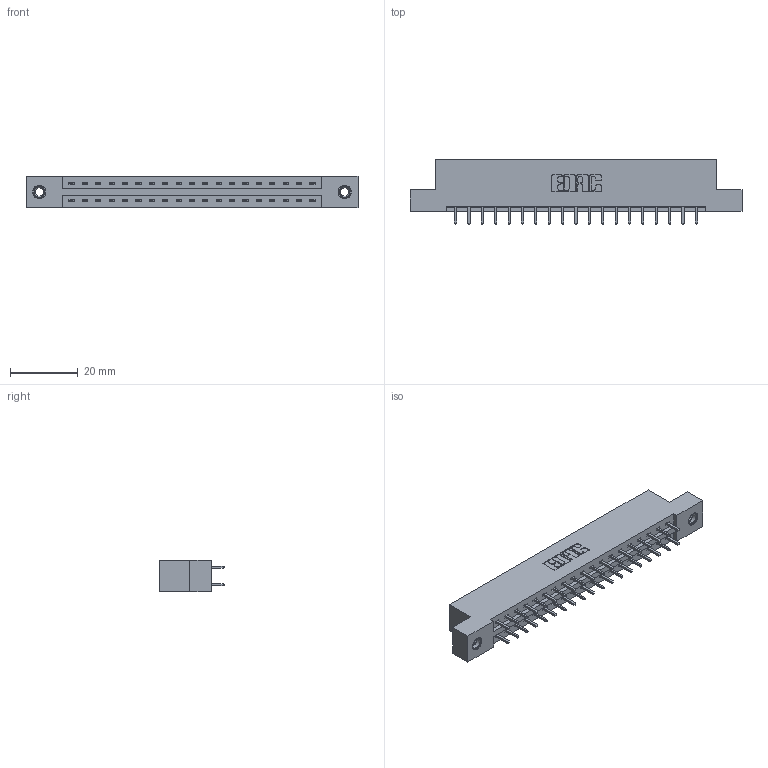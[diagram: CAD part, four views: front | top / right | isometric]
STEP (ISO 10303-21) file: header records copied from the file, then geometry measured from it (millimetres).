
FILE_DESCRIPTION (( 'STEP AP203' ), '1' );
FILE_NAME ('337-038-521-207.STEP', '2018-08-08T03:05:15', ( '' ), ( '' ), 'SwSTEP 2.0', 'SolidWorks 2016', '' );
FILE_SCHEMA (( 'CONFIG_CONTROL_DESIGN' ));
Length unit declared in the file: inch
Products named in the file (4): 337 Part_Flush Mounting Lugs - 0.156 Dia-TI; 345-292-001_345-293-121; 345-250-001_345-250-005-103; 337-038-521-207
Assembly tree (41 placements, depth 2):
  337-038-521-207
    337 Part_Flush Mounting Lugs - 0.156 Dia-TI
    345-292-001_345-293-121  x38
    345-250-001_345-250-005-103  x2
Bounding box: 98.3 x 19.06 x 9.4 mm (x, y, z)
Volume: 10024.2 mm3; surface area: 11032.3 mm2
Topology: 41 solids, 41 shells, 2226 faces, 6565 edges, 4318 vertices
Faces by surface type: plane 1546, cylinder 664, cone 12, torus 4
Entity records: 18910 total; most frequent: CARTESIAN_POINT 3185, ORIENTED_EDGE 3114, DIRECTION 2783, EDGE_CURVE 1557, VECTOR 1409, LINE 1409, VERTEX_POINT 1032, AXIS2_PLACEMENT_3D 687
